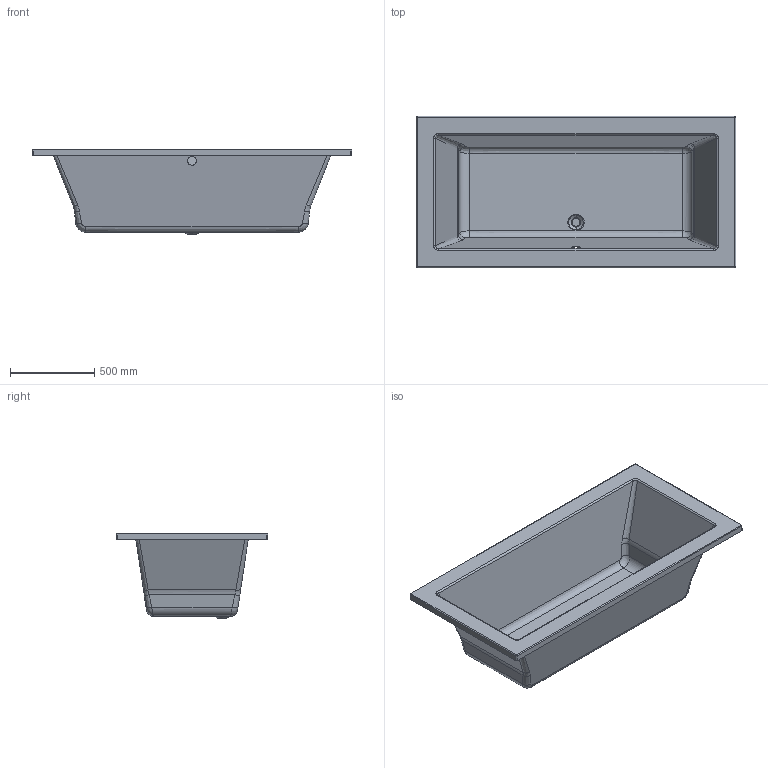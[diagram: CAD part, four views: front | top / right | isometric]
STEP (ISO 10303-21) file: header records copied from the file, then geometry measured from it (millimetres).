
FILE_DESCRIPTION(/* description */ (''),/* implementation_level */ '2;1');
FILE_NAME(/* name */ 'VARADE~3',/* time_stamp */ '2016-02-23T13:20:19+01:00',/* author */ (''),/* organization */ (''),/* preprocessor_version */ 'ST-DEVELOPER v15',/* originating_system */ '',/* authorisation */ '');
FILE_SCHEMA (('AUTOMOTIVE_DESIGN_CC2'));
Length unit declared in the file: millimetre
Products named in the file (1): Document
Bounding box: 1900 x 900 x 511 mm (x, y, z)
Surface area: 3548833 mm2 (no closed solid volume)
Topology: 0 solids, 1 shells, 61 faces, 139 edges, 77 vertices
Faces by surface type: bspline 48, plane 13
Entity records: 2895 total; most frequent: CARTESIAN_POINT 2070, ORIENTED_EDGE 261, EDGE_CURVE 135, B_SPLINE_CURVE_WITH_KNOTS 86, VERTEX_POINT 77, EDGE_LOOP 64, ADVANCED_FACE 61, FACE_OUTER_BOUND 61
